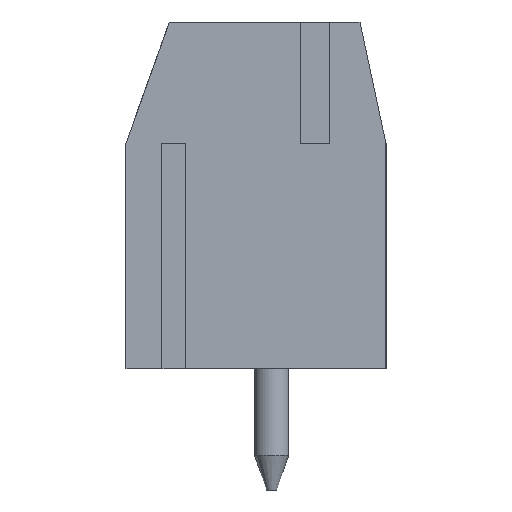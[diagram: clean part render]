
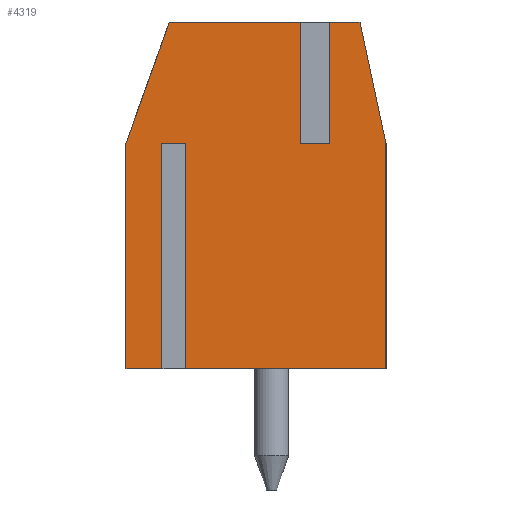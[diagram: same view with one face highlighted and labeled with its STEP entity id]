
A CAD part, left-side view. The second image highlights one B-rep face of the part: STEP entity #4319.
In plain terms, the highlighted planar face has unit normal (-1, 0, 0).
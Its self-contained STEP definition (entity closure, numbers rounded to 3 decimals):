
#672=ORIENTED_EDGE('',*,*,#1822,.F.);
#673=ORIENTED_EDGE('',*,*,#1823,.F.);
#674=ORIENTED_EDGE('',*,*,#1824,.T.);
#675=ORIENTED_EDGE('',*,*,#1502,.T.);
#676=ORIENTED_EDGE('',*,*,#1560,.T.);
#677=ORIENTED_EDGE('',*,*,#1821,.T.);
#678=ORIENTED_EDGE('',*,*,#1620,.T.);
#679=ORIENTED_EDGE('',*,*,#1825,.F.);
#680=ORIENTED_EDGE('',*,*,#1826,.F.);
#681=ORIENTED_EDGE('',*,*,#1827,.T.);
#682=ORIENTED_EDGE('',*,*,#1646,.T.);
#683=ORIENTED_EDGE('',*,*,#1618,.T.);
#684=ORIENTED_EDGE('',*,*,#1828,.T.);
#685=ORIENTED_EDGE('',*,*,#1506,.T.);
#1502=EDGE_CURVE('',#2114,#2113,#2523,.T.);
#1506=EDGE_CURVE('',#2118,#2117,#2527,.T.);
#1560=EDGE_CURVE('',#2113,#2161,#2565,.F.);
#1618=EDGE_CURVE('',#2163,#2217,#2623,.T.);
#1620=EDGE_CURVE('',#2220,#2218,#2625,.T.);
#1646=EDGE_CURVE('',#2237,#2163,#2644,.T.);
#1821=EDGE_CURVE('',#2161,#2220,#2786,.T.);
#1822=EDGE_CURVE('',#2357,#2117,#2787,.T.);
#1823=EDGE_CURVE('',#2358,#2357,#2788,.T.);
#1824=EDGE_CURVE('',#2358,#2114,#2789,.T.);
#1825=EDGE_CURVE('',#2359,#2218,#2790,.T.);
#1826=EDGE_CURVE('',#2360,#2359,#2791,.T.);
#1827=EDGE_CURVE('',#2360,#2237,#2792,.T.);
#1828=EDGE_CURVE('',#2217,#2118,#2793,.F.);
#2113=VERTEX_POINT('',#6365);
#2114=VERTEX_POINT('',#6367);
#2117=VERTEX_POINT('',#6373);
#2118=VERTEX_POINT('',#6375);
#2161=VERTEX_POINT('',#6473);
#2163=VERTEX_POINT('',#6478);
#2217=VERTEX_POINT('',#6588);
#2218=VERTEX_POINT('',#6592);
#2220=VERTEX_POINT('',#6595);
#2237=VERTEX_POINT('',#6638);
#2357=VERTEX_POINT('',#6970);
#2358=VERTEX_POINT('',#6972);
#2359=VERTEX_POINT('',#6975);
#2360=VERTEX_POINT('',#6977);
#2523=LINE('',#6366,#3019);
#2527=LINE('',#6374,#3023);
#2565=LINE('',#6474,#3061);
#2623=LINE('',#6589,#3119);
#2625=LINE('',#6594,#3121);
#2644=LINE('',#6637,#3140);
#2786=LINE('',#6967,#3282);
#2787=LINE('',#6969,#3283);
#2788=LINE('',#6971,#3284);
#2789=LINE('',#6973,#3285);
#2790=LINE('',#6974,#3286);
#2791=LINE('',#6976,#3287);
#2792=LINE('',#6978,#3288);
#2793=LINE('',#6979,#3289);
#3019=VECTOR('',#5128,1000.);
#3023=VECTOR('',#5132,1000.);
#3061=VECTOR('',#5206,1000.);
#3119=VECTOR('',#5266,1000.);
#3121=VECTOR('',#5270,1000.);
#3140=VECTOR('',#5303,1000.);
#3282=VECTOR('',#5581,1000.);
#3283=VECTOR('',#5584,1000.);
#3284=VECTOR('',#5585,1000.);
#3285=VECTOR('',#5586,1000.);
#3286=VECTOR('',#5587,1000.);
#3287=VECTOR('',#5588,1000.);
#3288=VECTOR('',#5589,1000.);
#3289=VECTOR('',#5590,1000.);
#3560=EDGE_LOOP('',(#672,#673,#674,#675,#676,#677,#678,#679,#680,#681,#682,
#683,#684,#685));
#3862=FACE_BOUND('',#3560,.T.);
#4137=PLANE('',#4829);
#4319=ADVANCED_FACE('',(#3862),#4137,.T.);
#4829=AXIS2_PLACEMENT_3D('',#6968,#5582,#5583);
#5128=DIRECTION('',(0.,1.,0.));
#5132=DIRECTION('',(0.,1.,0.));
#5206=DIRECTION('',(0.,-0.336,0.942));
#5266=DIRECTION('',(0.,0.,1.));
#5270=DIRECTION('',(0.,-1.,0.));
#5303=DIRECTION('',(0.,-1.,0.));
#5581=DIRECTION('',(0.,0.,-1.));
#5582=DIRECTION('',(-1.,0.,0.));
#5583=DIRECTION('',(0.,0.,1.));
#5584=DIRECTION('',(0.,0.,1.));
#5585=DIRECTION('',(0.,-1.,0.));
#5586=DIRECTION('',(0.,0.,1.));
#5587=DIRECTION('',(0.,0.,-1.));
#5588=DIRECTION('',(0.,1.,0.));
#5589=DIRECTION('',(0.,0.,-1.));
#5590=DIRECTION('',(0.,-0.21,-0.978));
#6365=CARTESIAN_POINT('',(-17.5,2.5,5.));
#6366=CARTESIAN_POINT('',(-17.5,-3.75,5.));
#6367=CARTESIAN_POINT('',(-17.5,-1.35,5.));
#6373=CARTESIAN_POINT('',(-17.5,-2.05,5.));
#6374=CARTESIAN_POINT('',(-17.5,-3.75,5.));
#6375=CARTESIAN_POINT('',(-17.5,-3.,5.));
#6473=CARTESIAN_POINT('',(-17.5,3.75,1.5));
#6474=CARTESIAN_POINT('',(-17.5,3.801,1.357));
#6478=CARTESIAN_POINT('',(-17.5,-3.75,-5.));
#6588=CARTESIAN_POINT('',(-17.5,-3.75,1.5));
#6589=CARTESIAN_POINT('',(-17.5,-3.75,-5.));
#6592=CARTESIAN_POINT('',(-17.5,2.725,-5.));
#6594=CARTESIAN_POINT('',(-17.5,3.75,-5.));
#6595=CARTESIAN_POINT('',(-17.5,3.75,-5.));
#6637=CARTESIAN_POINT('',(-17.5,3.75,-5.));
#6638=CARTESIAN_POINT('',(-17.5,2.025,-5.));
#6967=CARTESIAN_POINT('',(-17.5,3.75,5.));
#6968=CARTESIAN_POINT('',(-17.5,0.,0.));
#6969=CARTESIAN_POINT('',(-17.5,-2.05,1.5));
#6970=CARTESIAN_POINT('',(-17.5,-2.05,1.5));
#6971=CARTESIAN_POINT('',(-17.5,-1.35,1.5));
#6972=CARTESIAN_POINT('',(-17.5,-1.35,1.5));
#6973=CARTESIAN_POINT('',(-17.5,-1.35,1.5));
#6974=CARTESIAN_POINT('',(-17.5,2.725,1.5));
#6975=CARTESIAN_POINT('',(-17.5,2.725,1.5));
#6976=CARTESIAN_POINT('',(-17.5,2.025,1.5));
#6977=CARTESIAN_POINT('',(-17.5,2.025,1.5));
#6978=CARTESIAN_POINT('',(-17.5,2.025,1.5));
#6979=CARTESIAN_POINT('',(-17.5,-3.893,0.834));
